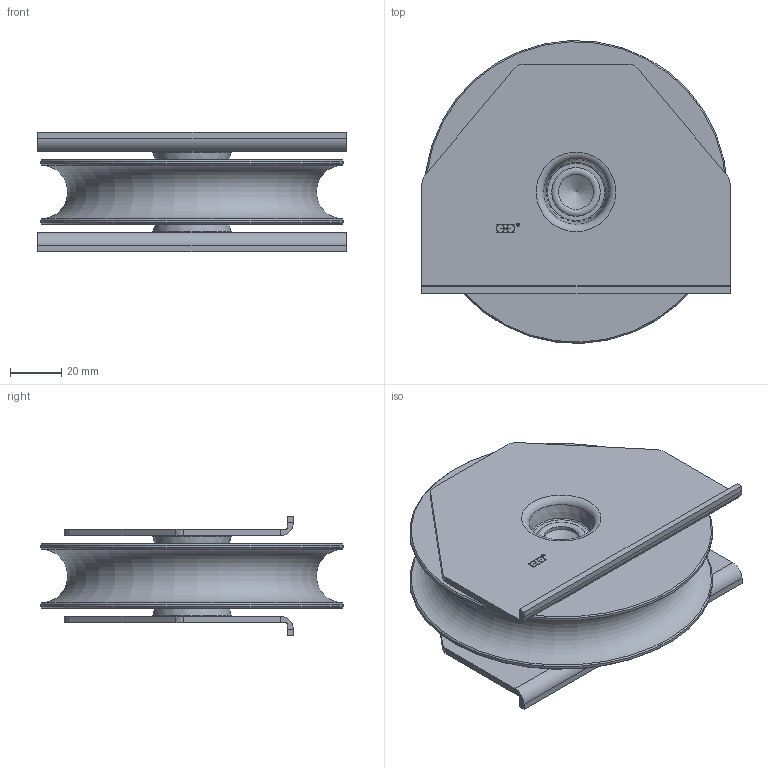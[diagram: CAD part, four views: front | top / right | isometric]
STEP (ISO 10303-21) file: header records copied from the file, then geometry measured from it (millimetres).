
FILE_DESCRIPTION(/* description */ (''),/* implementation_level */ '2;1');
FILE_NAME(/* name */ '23120R21.stp',/* time_stamp */ '2019-08-05T14:16:11+02:00',/* author */ ('DOMINIQUE'),/* organization */ (''),/* preprocessor_version */ 'ST-DEVELOPER v17.2',/* originating_system */ 'Autodesk Inventor 2019',/* authorisation */ '');
FILE_SCHEMA (('AUTOMOTIVE_DESIGN { 1 0 10303 214 3 1 1 }'));
Length unit declared in the file: millimetre
Products named in the file (5): 23120R21; 22762; 09169; 19729; 19728SO
Assembly tree (5 placements, depth 2):
  23120R21
    22762
    09169
    19729
    19728SO  x2
Bounding box: 120 x 117.92 x 46.5 mm (x, y, z)
Volume: 239014.3 mm3; surface area: 89481.3 mm2
Topology: 11 solids, 12 shells, 232 faces, 601 edges, 412 vertices
Faces by surface type: plane 129, cylinder 59, torus 26, cone 12, sphere 6
Full cylindrical faces by diameter (mm): 1.151 x2, 1.25 x2, 13.5 x1, 16.9 x1, 17 x1, 17.2 x2, 22 x1, 26.78 x4, 31 x2, 37.22 x4, 41 x1, 47 x2, 47.4 x1, 52 x1, 118 x2
Entity records: 5065 total; most frequent: DIRECTION 920, CARTESIAN_POINT 839, ORIENTED_EDGE 774, EDGE_CURVE 387, AXIS2_PLACEMENT_3D 373, VERTEX_POINT 292, CIRCLE 213, EDGE_LOOP 191
